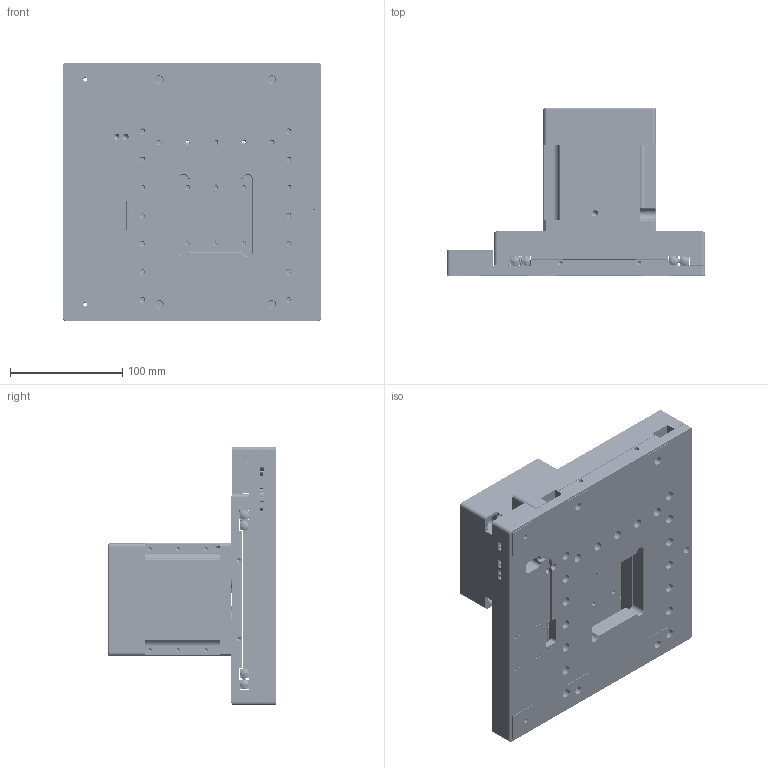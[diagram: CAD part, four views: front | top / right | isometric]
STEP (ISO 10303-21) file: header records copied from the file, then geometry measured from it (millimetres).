
FILE_DESCRIPTION (( 'STEP AP203' ), '1' );
FILE_NAME ('527102.STEP', '2024-01-18T01:07:16', ( 'Windows User' ), ( 'P R C' ), 'SwSTEP 2.0', 'SolidWorks 2020', '' );
FILE_SCHEMA (( 'CONFIG_CONTROL_DESIGN' ));
Length unit declared in the file: millimetre
Products named in the file (1): 527102
Bounding box: 230 x 150 x 230 mm (x, y, z)
Volume: 2448134.1 mm3; surface area: 662288.5 mm2
Topology: 32 solids, 32 shells, 4099 faces, 11134 edges, 7268 vertices
Faces by surface type: plane 2372, cylinder 998, cone 683, bspline 26, torus 16, sphere 4
Full cylindrical faces by diameter (mm): 1.6 x5, 2 x1, 2.05 x8, 2.5 x71, 3 x107, 3.2 x18, 3.3 x93, 3.5 x6, 4 x11, 4.2 x8, 4.3 x67, 4.5 x12, 5 x12, 5.2 x4, 5.3 x8, 6 x62, 6.1 x14, 6.2 x4, 6.4 x4, 6.5 x14, 7 x8, 8 x10, 8.2 x5, 8.25 x65, 9.1 x1, 9.5 x8, 9.75 x8, 11.2 x4
Entity records: 124921 total; most frequent: CARTESIAN_POINT 27250, DIRECTION 19655, ORIENTED_EDGE 18764, EDGE_CURVE 9382, AXIS2_PLACEMENT_3D 6944, VERTEX_POINT 6831, EDGE_LOOP 6525, VECTOR 5767
